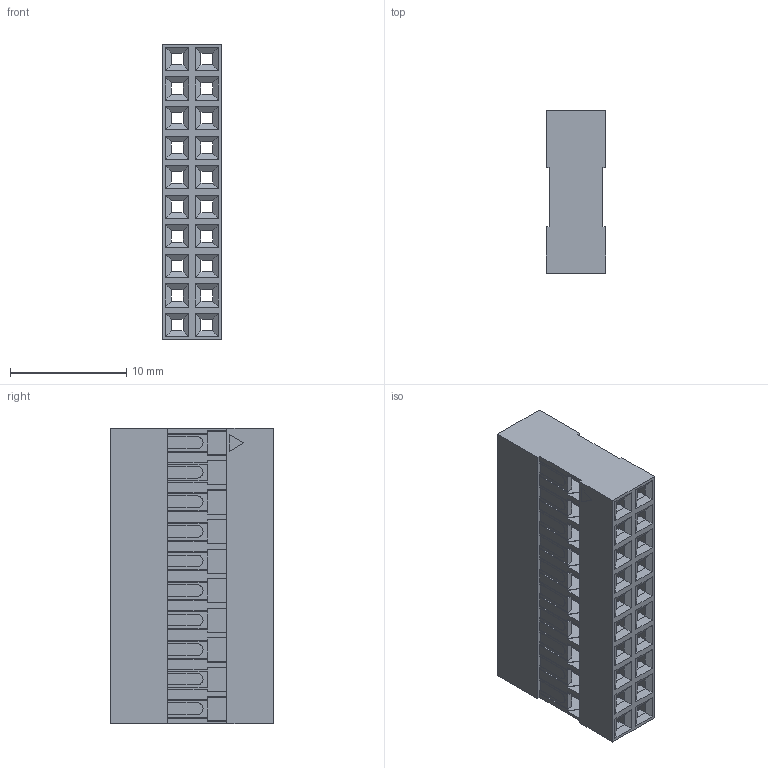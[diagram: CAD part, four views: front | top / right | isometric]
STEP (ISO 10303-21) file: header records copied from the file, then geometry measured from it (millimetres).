
FILE_DESCRIPTION((''),'2;1');
FILE_NAME('M20-1071000','2014-07-15T',('sbennett'),(''),'PRO/ENGINEER BY PARAMETRIC TECHNOLOGY CORPORATION, 2014090','PRO/ENGINEER BY PARAMETRIC TECHNOLOGY CORPORATION, 2014090','');
FILE_SCHEMA(('CONFIG_CONTROL_DESIGN'));
Length unit declared in the file: millimetre
Products named in the file (1): M20-1071000
Bounding box: 5.08 x 14 x 25.4 mm (x, y, z)
Volume: 771.2 mm3; surface area: 3105.6 mm2
Topology: 1 solids, 1 shells, 718 faces, 2005 edges, 1270 vertices
Faces by surface type: plane 698, cylinder 20
Entity records: 28563 total; most frequent: CARTESIAN_POINT 4075, ORIENTED_EDGE 4010, DIRECTION 3441, PRESENTATION_STYLE_ASSIGNMENT 2006, STYLED_ITEM 2006, CURVE_STYLE 2005, EDGE_CURVE 2005, VECTOR 1925
